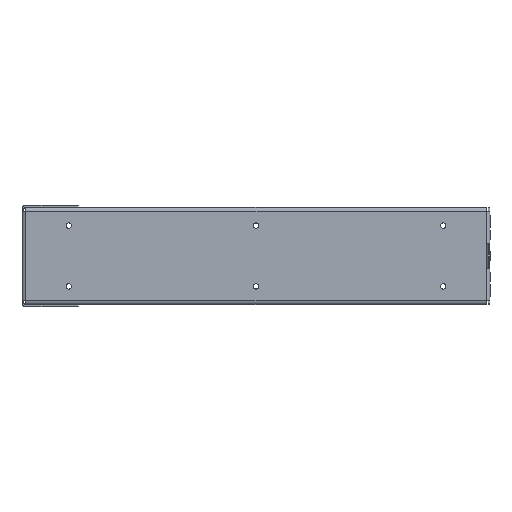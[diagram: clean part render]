
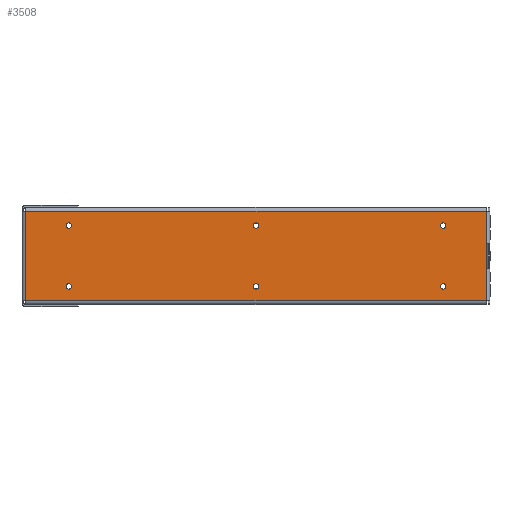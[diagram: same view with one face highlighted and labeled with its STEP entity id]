
A CAD part, left-side view. The second image highlights one B-rep face of the part: STEP entity #3508.
In plain terms, the highlighted planar face has unit normal (-1, 0, 0).
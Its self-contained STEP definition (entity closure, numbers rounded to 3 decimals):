
#106=PLANE('',#3860);
#303=LINE('',#5587,#571);
#319=LINE('',#5628,#587);
#354=LINE('',#5715,#622);
#367=LINE('',#5751,#635);
#571=VECTOR('',#4531,378.65);
#587=VECTOR('',#4573,378.65);
#622=VECTOR('',#4680,73.45);
#635=VECTOR('',#4719,73.45);
#804=FACE_BOUND('',#1325,.T.);
#805=FACE_BOUND('',#1326,.T.);
#806=FACE_BOUND('',#1327,.T.);
#807=FACE_BOUND('',#1328,.T.);
#808=FACE_BOUND('',#1329,.T.);
#809=FACE_BOUND('',#1330,.T.);
#1006=FACE_OUTER_BOUND('',#1324,.T.);
#1324=EDGE_LOOP('',(#3054,#3055,#3056,#3057));
#1325=EDGE_LOOP('',(#3058));
#1326=EDGE_LOOP('',(#3059));
#1327=EDGE_LOOP('',(#3060));
#1328=EDGE_LOOP('',(#3061));
#1329=EDGE_LOOP('',(#3062));
#1330=EDGE_LOOP('',(#3063));
#1596=CIRCLE('',#3861,2.25);
#1597=CIRCLE('',#3862,2.25);
#1598=CIRCLE('',#3863,2.25);
#1599=CIRCLE('',#3864,2.25);
#1600=CIRCLE('',#3865,2.25);
#1601=CIRCLE('',#3866,2.25);
#1856=VERTEX_POINT('',#5584);
#1857=VERTEX_POINT('',#5586);
#1868=VERTEX_POINT('',#5625);
#1869=VERTEX_POINT('',#5627);
#1910=VERTEX_POINT('',#5807);
#1911=VERTEX_POINT('',#5809);
#1912=VERTEX_POINT('',#5811);
#1913=VERTEX_POINT('',#5813);
#1914=VERTEX_POINT('',#5815);
#1915=VERTEX_POINT('',#5817);
#2214=EDGE_CURVE('',#1857,#1856,#303,.T.);
#2234=EDGE_CURVE('',#1869,#1868,#319,.T.);
#2282=EDGE_CURVE('',#1868,#1857,#354,.T.);
#2302=EDGE_CURVE('',#1856,#1869,#367,.T.);
#2330=EDGE_CURVE('',#1910,#1910,#1596,.T.);
#2331=EDGE_CURVE('',#1911,#1911,#1597,.T.);
#2332=EDGE_CURVE('',#1912,#1912,#1598,.T.);
#2333=EDGE_CURVE('',#1913,#1913,#1599,.T.);
#2334=EDGE_CURVE('',#1914,#1914,#1600,.T.);
#2335=EDGE_CURVE('',#1915,#1915,#1601,.T.);
#3054=ORIENTED_EDGE('',*,*,#2214,.T.);
#3055=ORIENTED_EDGE('',*,*,#2302,.T.);
#3056=ORIENTED_EDGE('',*,*,#2234,.T.);
#3057=ORIENTED_EDGE('',*,*,#2282,.T.);
#3058=ORIENTED_EDGE('',*,*,#2330,.T.);
#3059=ORIENTED_EDGE('',*,*,#2331,.T.);
#3060=ORIENTED_EDGE('',*,*,#2332,.T.);
#3061=ORIENTED_EDGE('',*,*,#2333,.T.);
#3062=ORIENTED_EDGE('',*,*,#2334,.T.);
#3063=ORIENTED_EDGE('',*,*,#2335,.T.);
#3508=ADVANCED_FACE('',(#1006,#804,#805,#806,#807,#808,#809),#106,.T.);
#3860=AXIS2_PLACEMENT_3D('',#5806,#4788,#4789);
#3861=AXIS2_PLACEMENT_3D('',#5808,#4790,#4791);
#3862=AXIS2_PLACEMENT_3D('',#5810,#4792,#4793);
#3863=AXIS2_PLACEMENT_3D('',#5812,#4794,#4795);
#3864=AXIS2_PLACEMENT_3D('',#5814,#4796,#4797);
#3865=AXIS2_PLACEMENT_3D('',#5816,#4798,#4799);
#3866=AXIS2_PLACEMENT_3D('',#5818,#4800,#4801);
#4531=DIRECTION('',(0.,1.,0.));
#4573=DIRECTION('',(0.,-1.,0.));
#4680=DIRECTION('',(0.,0.,1.));
#4719=DIRECTION('',(0.,0.,-1.));
#4788=DIRECTION('center_axis',(-1.,0.,0.));
#4789=DIRECTION('ref_axis',(0.,0.,1.));
#4790=DIRECTION('center_axis',(1.,0.,0.));
#4791=DIRECTION('ref_axis',(0.,0.,
1.));
#4792=DIRECTION('center_axis',(1.,0.,0.));
#4793=DIRECTION('ref_axis',(0.,0.,
1.));
#4794=DIRECTION('center_axis',(1.,0.,0.));
#4795=DIRECTION('ref_axis',(0.,0.,
1.));
#4796=DIRECTION('center_axis',(1.,0.,0.));
#4797=DIRECTION('ref_axis',(0.,0.,
1.));
#4798=DIRECTION('center_axis',(1.,0.,0.));
#4799=DIRECTION('ref_axis',(0.,0.,
1.));
#4800=DIRECTION('center_axis',(1.,0.,0.));
#4801=DIRECTION('ref_axis',(0.,0.,
1.));
#5584=CARTESIAN_POINT('',(-175.,-1.588,36.725));
#5586=CARTESIAN_POINT('',(-175.,-380.238,36.725));
#5587=CARTESIAN_POINT('',(-175.,-285.471,36.725));
#5625=CARTESIAN_POINT('',(-175.,-380.238,-36.725));
#5627=CARTESIAN_POINT('',(-175.,-1.588,-36.725));
#5628=CARTESIAN_POINT('',(-175.,-96.146,-36.725));
#5715=CARTESIAN_POINT('',(-175.,-380.238,-20.));
#5751=CARTESIAN_POINT('',(-175.,-1.588,0.));
#5806=CARTESIAN_POINT('Origin',(-175.,-190.705,0.));
#5807=CARTESIAN_POINT('',(-175.,-190.913,22.75));
#5808=CARTESIAN_POINT('Origin',(-175.,-190.913,25.));
#5809=CARTESIAN_POINT('',(-175.,-36.913,22.75));
#5810=CARTESIAN_POINT('Origin',(-175.,-36.913,25.));
#5811=CARTESIAN_POINT('',(-175.,-344.913,22.75));
#5812=CARTESIAN_POINT('Origin',(-175.,-344.913,25.));
#5813=CARTESIAN_POINT('',(-175.,-344.913,-27.25));
#5814=CARTESIAN_POINT('Origin',(-175.,-344.913,-25.));
#5815=CARTESIAN_POINT('',(-175.,-36.913,-27.25));
#5816=CARTESIAN_POINT('Origin',(-175.,-36.913,-25.));
#5817=CARTESIAN_POINT('',(-175.,-190.913,-27.25));
#5818=CARTESIAN_POINT('Origin',(-175.,-190.913,-25.));
